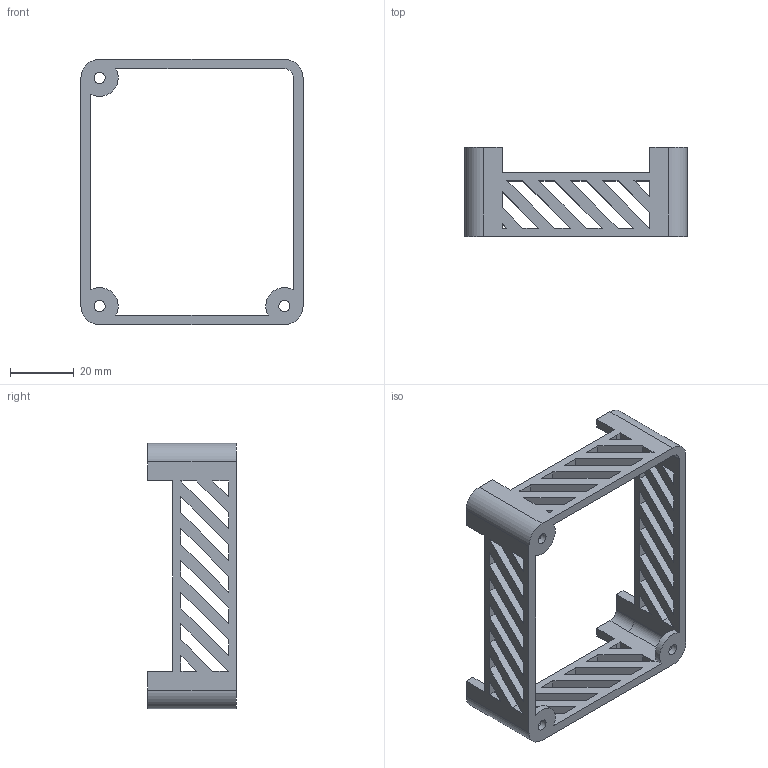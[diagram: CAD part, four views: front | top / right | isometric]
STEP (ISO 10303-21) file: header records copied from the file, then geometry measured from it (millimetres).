
FILE_DESCRIPTION(/* description */ (''),/* implementation_level */ '2;1');
FILE_NAME(/* name */ 'MEOW MEOW NYA NYA NYA MAKER BOTTOM(pre warning).stp',/* time_stamp */ '2024-04-01T00:49:42+08:00',/* author */ ('Alec'),/* organization */ (''),/* preprocessor_version */ 'ST-DEVELOPER v19',/* originating_system */ 'Autodesk Inventor 2023',/* authorisation */ '');
FILE_SCHEMA (('AUTOMOTIVE_DESIGN { 1 0 10303 214 3 1 1 }'));
Length unit declared in the file: millimetre
Products named in the file (1): MEOW MEOW NYA NYA NYA MAKER BOTTOM(pre warning)
Bounding box: 69.94 x 28 x 83.59 mm (x, y, z)
Volume: 14595.8 mm3; surface area: 15397.6 mm2
Topology: 1 solids, 1 shells, 167 faces, 533 edges, 405 vertices
Faces by surface type: plane 149, cylinder 18
Full cylindrical faces by diameter (mm): 3.5 x3
Entity records: 5813 total; most frequent: CARTESIAN_POINT 1069, ORIENTED_EDGE 992, DIRECTION 868, EDGE_CURVE 496, LINE 460, VECTOR 460, VERTEX_POINT 330, EDGE_LOOP 234
